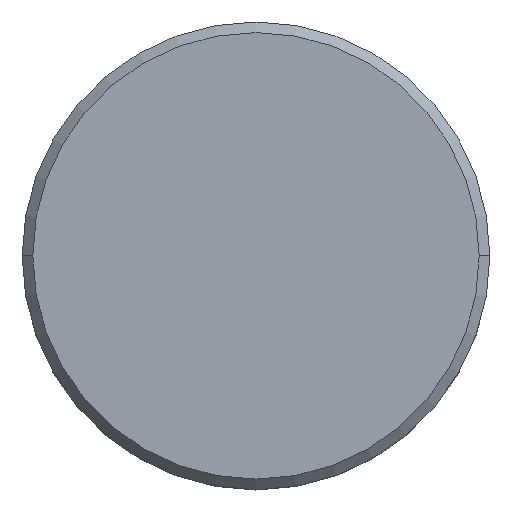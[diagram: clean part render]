
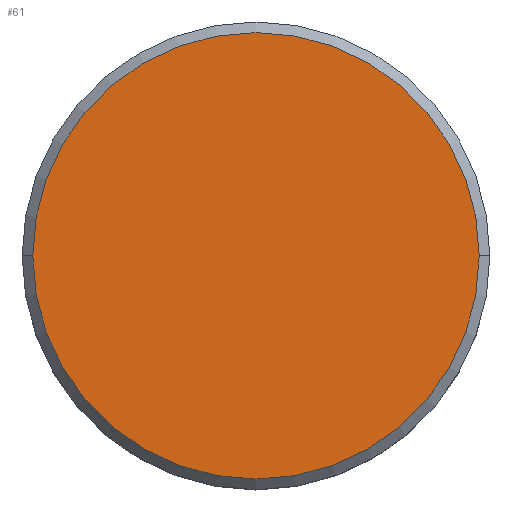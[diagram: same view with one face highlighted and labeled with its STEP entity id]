
A CAD part, top view. The second image highlights one B-rep face of the part: STEP entity #61.
In plain terms, the highlighted planar face has unit normal (0, 0, 1).
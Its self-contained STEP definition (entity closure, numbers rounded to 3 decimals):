
#12 = DIRECTION ( 'NONE',  ( 1., 0., 0. ) ) ;
#54 = CARTESIAN_POINT ( 'NONE',  ( 0., 0., 0. ) ) ;
#61 = ADVANCED_FACE ( 'NONE', ( #118 ), #80, .T. ) ;
#80 = PLANE ( 'NONE',  #161 ) ;
#92 = CIRCLE ( 'NONE', #362, 10.5 ) ;
#95 = AXIS2_PLACEMENT_3D ( 'NONE', #440, #336, #12 ) ;
#97 = EDGE_CURVE ( 'NONE', #146, #257, #297, .T. ) ;
#98 = DIRECTION ( 'NONE',  ( 0., 0., 1. ) ) ;
#118 = FACE_OUTER_BOUND ( 'NONE', #143, .T. ) ;
#130 = DIRECTION ( 'NONE',  ( 1., 0., 0. ) ) ;
#143 = EDGE_LOOP ( 'NONE', ( #361, #393 ) ) ;
#146 = VERTEX_POINT ( 'NONE', #317 ) ;
#161 = AXIS2_PLACEMENT_3D ( 'NONE', #236, #266, #296 ) ;
#236 = CARTESIAN_POINT ( 'NONE',  ( 0., 0., 0. ) ) ;
#257 = VERTEX_POINT ( 'NONE', #283 ) ;
#266 = DIRECTION ( 'NONE',  ( 0., 0., 1. ) ) ;
#283 = CARTESIAN_POINT ( 'NONE',  ( -10.5, 0., 0. ) ) ;
#296 = DIRECTION ( 'NONE',  ( 1., 0., 0. ) ) ;
#297 = CIRCLE ( 'NONE', #95, 10.5 ) ;
#317 = CARTESIAN_POINT ( 'NONE',  ( 10.5, 0., 0. ) ) ;
#336 = DIRECTION ( 'NONE',  ( 0., 0., 1. ) ) ;
#360 = EDGE_CURVE ( 'NONE', #257, #146, #92, .T. ) ;
#361 = ORIENTED_EDGE ( 'NONE', *, *, #360, .T. ) ;
#362 = AXIS2_PLACEMENT_3D ( 'NONE', #54, #98, #130 ) ;
#393 = ORIENTED_EDGE ( 'NONE', *, *, #97, .T. ) ;
#440 = CARTESIAN_POINT ( 'NONE',  ( 0., 0., 0. ) ) ;
